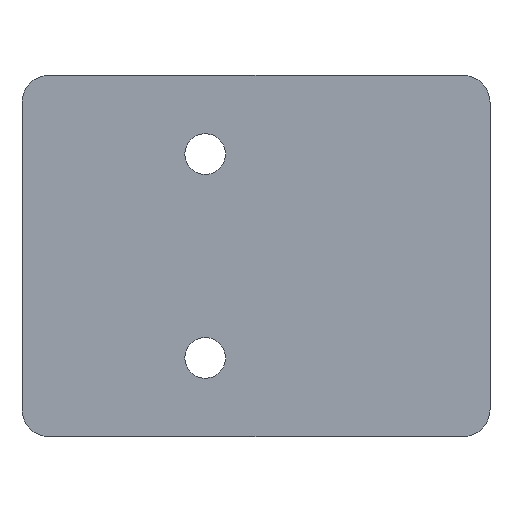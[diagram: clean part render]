
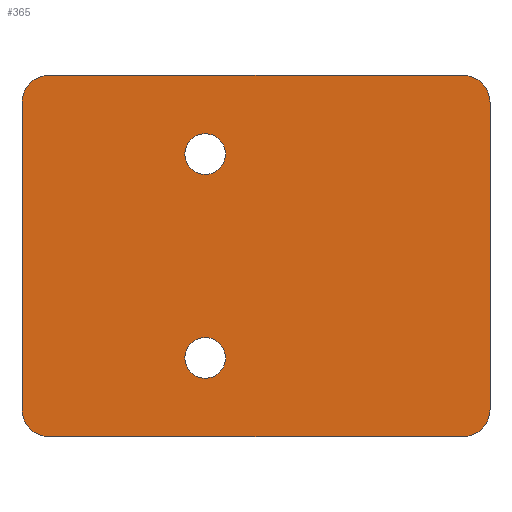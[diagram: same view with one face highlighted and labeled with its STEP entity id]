
A CAD part, front view. The second image highlights one B-rep face of the part: STEP entity #365.
In plain terms, the highlighted planar face has unit normal (0, -1, 0).
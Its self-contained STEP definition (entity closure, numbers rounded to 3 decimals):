
#14 = VERTEX_POINT ( 'NONE', #928 ) ;
#20 = EDGE_CURVE ( 'NONE', #624, #786, #1062, .T. ) ;
#43 = AXIS2_PLACEMENT_3D ( 'NONE', #412, #1068, #805 ) ;
#77 = AXIS2_PLACEMENT_3D ( 'NONE', #1030, #385, #696 ) ;
#79 = LINE ( 'NONE', #411, #929 ) ;
#96 = ORIENTED_EDGE ( 'NONE', *, *, #849, .T. ) ;
#110 = EDGE_CURVE ( 'NONE', #14, #865, #943, .T. ) ;
#125 = VECTOR ( 'NONE', #659, 1000. ) ;
#131 = EDGE_LOOP ( 'NONE', ( #341, #933 ) ) ;
#132 = AXIS2_PLACEMENT_3D ( 'NONE', #395, #988, #820 ) ;
#153 = ORIENTED_EDGE ( 'NONE', *, *, #161, .T. ) ;
#161 = EDGE_CURVE ( 'NONE', #194, #792, #426, .T. ) ;
#163 = PLANE ( 'NONE',  #1059 ) ;
#185 = DIRECTION ( 'NONE',  ( 0., 1., 0. ) ) ;
#194 = VERTEX_POINT ( 'NONE', #980 ) ;
#196 = CARTESIAN_POINT ( 'NONE',  ( -15.5, 0., -13.5 ) ) ;
#200 = ORIENTED_EDGE ( 'NONE', *, *, #416, .T. ) ;
#209 = EDGE_CURVE ( 'NONE', #359, #533, #515, .T. ) ;
#215 = EDGE_CURVE ( 'NONE', #284, #792, #312, .T. ) ;
#223 = ORIENTED_EDGE ( 'NONE', *, *, #605, .F. ) ;
#284 = VERTEX_POINT ( 'NONE', #756 ) ;
#289 = CARTESIAN_POINT ( 'NONE',  ( -3.8, 0., -7.62 ) ) ;
#291 = AXIS2_PLACEMENT_3D ( 'NONE', #729, #635, #976 ) ;
#303 = ORIENTED_EDGE ( 'NONE', *, *, #215, .F. ) ;
#312 = LINE ( 'NONE', #571, #125 ) ;
#319 = CARTESIAN_POINT ( 'NONE',  ( -3.8, 0., -9.144 ) ) ;
#323 = AXIS2_PLACEMENT_3D ( 'NONE', #842, #665, #586 ) ;
#341 = ORIENTED_EDGE ( 'NONE', *, *, #209, .T. ) ;
#342 = EDGE_LOOP ( 'NONE', ( #200, #744 ) ) ;
#350 = EDGE_CURVE ( 'NONE', #533, #359, #650, .T. ) ;
#359 = VERTEX_POINT ( 'NONE', #997 ) ;
#365 = ADVANCED_FACE ( 'NONE', ( #433, #906, #682 ), #163, .F. ) ;
#381 = CARTESIAN_POINT ( 'NONE',  ( 17.5, 0., 13.5 ) ) ;
#385 = DIRECTION ( 'NONE',  ( 0., -1., 0. ) ) ;
#395 = CARTESIAN_POINT ( 'NONE',  ( 15.5, 0., 11.5 ) ) ;
#411 = CARTESIAN_POINT ( 'NONE',  ( -17.5, 0., 13.5 ) ) ;
#412 = CARTESIAN_POINT ( 'NONE',  ( -3.8, 0., 7.62 ) ) ;
#413 = CIRCLE ( 'NONE', #77, 2. ) ;
#416 = EDGE_CURVE ( 'NONE', #786, #624, #828, .T. ) ;
#426 = CIRCLE ( 'NONE', #1029, 2. ) ;
#432 = CARTESIAN_POINT ( 'NONE',  ( -3.8, 0., -6.096 ) ) ;
#433 = FACE_BOUND ( 'NONE', #131, .T. ) ;
#446 = DIRECTION ( 'NONE',  ( 0., 1., 0. ) ) ;
#448 = CARTESIAN_POINT ( 'NONE',  ( -3.8, 0., 6.096 ) ) ;
#489 = VERTEX_POINT ( 'NONE', #616 ) ;
#502 = ORIENTED_EDGE ( 'NONE', *, *, #590, .F. ) ;
#515 = CIRCLE ( 'NONE', #43, 1.524 ) ;
#533 = VERTEX_POINT ( 'NONE', #448 ) ;
#537 = AXIS2_PLACEMENT_3D ( 'NONE', #289, #446, #945 ) ;
#540 = ORIENTED_EDGE ( 'NONE', *, *, #110, .T. ) ;
#547 = VECTOR ( 'NONE', #975, 1000. ) ;
#571 = CARTESIAN_POINT ( 'NONE',  ( 17.5, 0., 13.5 ) ) ;
#574 = CARTESIAN_POINT ( 'NONE',  ( 17.5, 0., -13.5 ) ) ;
#586 = DIRECTION ( 'NONE',  ( 0., 0., 1. ) ) ;
#590 = EDGE_CURVE ( 'NONE', #14, #489, #79, .T. ) ;
#591 = CARTESIAN_POINT ( 'NONE',  ( 17.5, 0., -11.5 ) ) ;
#596 = EDGE_CURVE ( 'NONE', #284, #903, #841, .T. ) ;
#598 = AXIS2_PLACEMENT_3D ( 'NONE', #1008, #185, #764 ) ;
#603 = DIRECTION ( 'NONE',  ( 0., 0., 1. ) ) ;
#605 = EDGE_CURVE ( 'NONE', #194, #865, #897, .T. ) ;
#616 = CARTESIAN_POINT ( 'NONE',  ( -17.5, 0., 11.5 ) ) ;
#624 = VERTEX_POINT ( 'NONE', #319 ) ;
#635 = DIRECTION ( 'NONE',  ( 0., -1., 0. ) ) ;
#650 = CIRCLE ( 'NONE', #323, 1.524 ) ;
#659 = DIRECTION ( 'NONE',  ( 0., 0., -1. ) ) ;
#661 = ORIENTED_EDGE ( 'NONE', *, *, #596, .T. ) ;
#663 = CARTESIAN_POINT ( 'NONE',  ( 0., 0., 0. ) ) ;
#665 = DIRECTION ( 'NONE',  ( 0., 1., 0. ) ) ;
#682 = FACE_OUTER_BOUND ( 'NONE', #1028, .T. ) ;
#696 = DIRECTION ( 'NONE',  ( 0., 0., 1. ) ) ;
#702 = LINE ( 'NONE', #381, #965 ) ;
#709 = DIRECTION ( 'NONE',  ( 1., 0., 0. ) ) ;
#728 = DIRECTION ( 'NONE',  ( 0., 0., 1. ) ) ;
#729 = CARTESIAN_POINT ( 'NONE',  ( -15.5, 0., -11.5 ) ) ;
#737 = CARTESIAN_POINT ( 'NONE',  ( 15.5, 0., -11.5 ) ) ;
#744 = ORIENTED_EDGE ( 'NONE', *, *, #20, .T. ) ;
#756 = CARTESIAN_POINT ( 'NONE',  ( 17.5, 0., 11.5 ) ) ;
#764 = DIRECTION ( 'NONE',  ( 0., 0., 1. ) ) ;
#766 = DIRECTION ( 'NONE',  ( 0., 1., 0. ) ) ;
#786 = VERTEX_POINT ( 'NONE', #432 ) ;
#792 = VERTEX_POINT ( 'NONE', #591 ) ;
#805 = DIRECTION ( 'NONE',  ( 0., 0., 1. ) ) ;
#820 = DIRECTION ( 'NONE',  ( 0., 0., 1. ) ) ;
#828 = CIRCLE ( 'NONE', #537, 1.524 ) ;
#841 = CIRCLE ( 'NONE', #132, 2. ) ;
#842 = CARTESIAN_POINT ( 'NONE',  ( -3.8, 0., 7.62 ) ) ;
#849 = EDGE_CURVE ( 'NONE', #877, #489, #413, .T. ) ;
#865 = VERTEX_POINT ( 'NONE', #196 ) ;
#872 = CARTESIAN_POINT ( 'NONE',  ( -15.5, 0., 13.5 ) ) ;
#877 = VERTEX_POINT ( 'NONE', #872 ) ;
#897 = LINE ( 'NONE', #574, #547 ) ;
#903 = VERTEX_POINT ( 'NONE', #938 ) ;
#904 = EDGE_CURVE ( 'NONE', #877, #903, #702, .T. ) ;
#906 = FACE_BOUND ( 'NONE', #342, .T. ) ;
#928 = CARTESIAN_POINT ( 'NONE',  ( -17.5, 0., -11.5 ) ) ;
#929 = VECTOR ( 'NONE', #728, 1000. ) ;
#933 = ORIENTED_EDGE ( 'NONE', *, *, #350, .T. ) ;
#938 = CARTESIAN_POINT ( 'NONE',  ( 15.5, 0., 13.5 ) ) ;
#943 = CIRCLE ( 'NONE', #291, 2. ) ;
#945 = DIRECTION ( 'NONE',  ( 0., 0., 1. ) ) ;
#965 = VECTOR ( 'NONE', #709, 1000. ) ;
#975 = DIRECTION ( 'NONE',  ( -1., 0., 0. ) ) ;
#976 = DIRECTION ( 'NONE',  ( 0., 0., 1. ) ) ;
#980 = CARTESIAN_POINT ( 'NONE',  ( 15.5, 0., -13.5 ) ) ;
#988 = DIRECTION ( 'NONE',  ( 0., -1., 0. ) ) ;
#991 = ORIENTED_EDGE ( 'NONE', *, *, #904, .F. ) ;
#997 = CARTESIAN_POINT ( 'NONE',  ( -3.8, 0., 9.144 ) ) ;
#1008 = CARTESIAN_POINT ( 'NONE',  ( -3.8, 0., -7.62 ) ) ;
#1028 = EDGE_LOOP ( 'NONE', ( #223, #153, #303, #661, #991, #96, #502, #540 ) ) ;
#1029 = AXIS2_PLACEMENT_3D ( 'NONE', #737, #1047, #1060 ) ;
#1030 = CARTESIAN_POINT ( 'NONE',  ( -15.5, 0., 11.5 ) ) ;
#1047 = DIRECTION ( 'NONE',  ( 0., -1., 0. ) ) ;
#1059 = AXIS2_PLACEMENT_3D ( 'NONE', #663, #766, #603 ) ;
#1060 = DIRECTION ( 'NONE',  ( 0., 0., 1. ) ) ;
#1062 = CIRCLE ( 'NONE', #598, 1.524 ) ;
#1068 = DIRECTION ( 'NONE',  ( 0., 1., 0. ) ) ;
